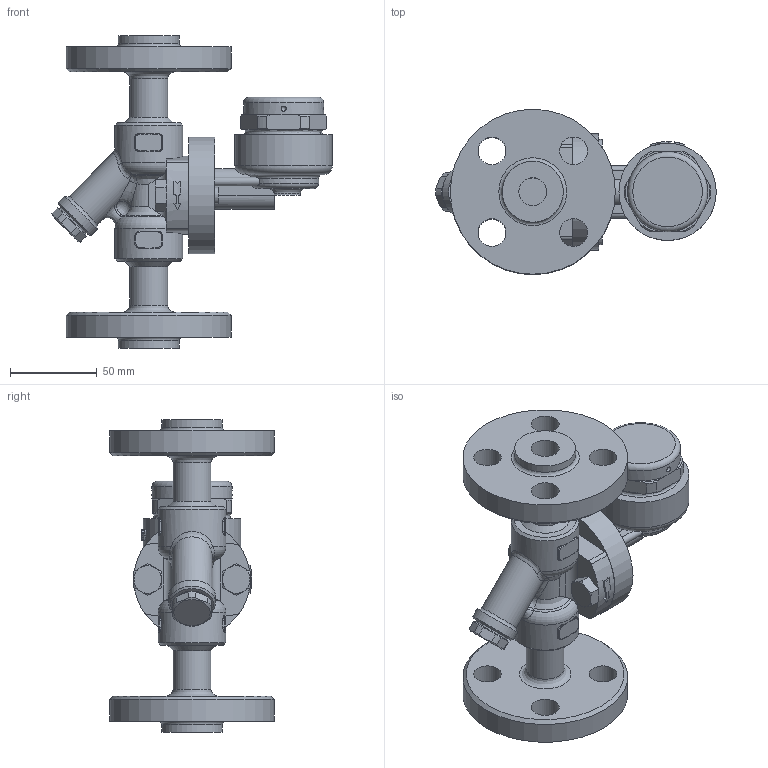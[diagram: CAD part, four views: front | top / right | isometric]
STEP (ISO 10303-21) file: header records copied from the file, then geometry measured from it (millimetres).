
FILE_DESCRIPTION((''),'2;1');
FILE_NAME('p46u-015-a0600-00.stp','2011-03-22T10:52:06',('nakaot'),(''),'Autodesk Inventor 2008','Autodesk Inventor 2008','');
FILE_SCHEMA(('AUTOMOTIVE_DESIGN { 1 0 10303 214 1 1 1 1 }'));
Length unit declared in the file: millimetre
Products named in the file (1): p46u-015-a0600-00
Bounding box: 161.48 x 95 x 180 mm (x, y, z)
Volume: 489662.4 mm3; surface area: 95547.1 mm2
Topology: 1 solids, 1 shells, 362 faces, 911 edges, 555 vertices
Faces by surface type: plane 107, cylinder 103, bspline 96, cone 30, torus 22, sphere 4
Full cylindrical faces by diameter (mm): 9.5 x2, 16 x4, 16.1 x1, 21 x1, 21.7 x1, 23 x1, 27 x1, 35 x1, 35.1 x1, 36 x1, 39 x2, 46.1 x1, 56 x1, 67 x1, 95 x1
Entity records: 15324 total; most frequent: CARTESIAN_POINT 7576, ORIENTED_EDGE 1630, DIRECTION 1490, EDGE_CURVE 815, AXIS2_PLACEMENT_3D 610, VERTEX_POINT 534, EDGE_LOOP 461, FACE_OUTER_BOUND 362
